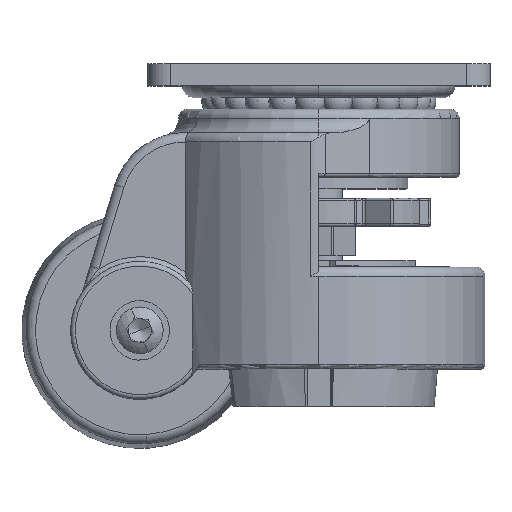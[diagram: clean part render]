
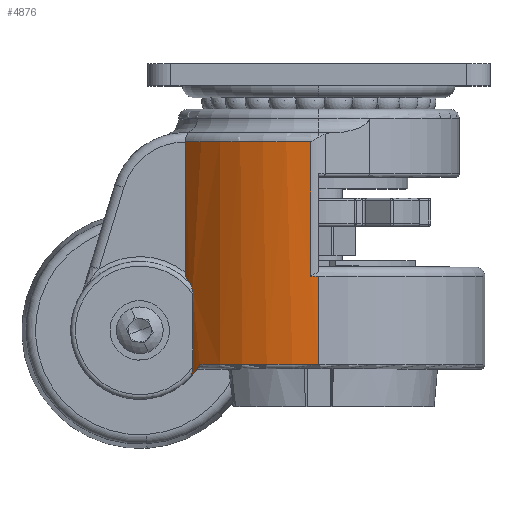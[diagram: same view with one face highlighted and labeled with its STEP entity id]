
A CAD part, top view. The second image highlights one B-rep face of the part: STEP entity #4876.
In plain terms, the highlighted cylindrical face has radius 35.5 mm (diameter 71 mm), a partial arc.
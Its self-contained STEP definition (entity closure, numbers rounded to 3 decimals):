
#6 = CARTESIAN_POINT ( 'NONE',  ( -28.436, 26.361, 21.252 ) ) ;
#220 = CARTESIAN_POINT ( 'NONE',  ( -27.116, 5.702, 22.913 ) ) ;
#526 = AXIS2_PLACEMENT_3D ( 'NONE', #10135, #8684, #24045 ) ;
#572 = DIRECTION ( 'NONE',  ( 0., 0., -1. ) ) ;
#580 = ORIENTED_EDGE ( 'NONE', *, *, #3304, .T. ) ;
#588 = ORIENTED_EDGE ( 'NONE', *, *, #15402, .T. ) ;
#663 = CIRCLE ( 'NONE', #16858, 35.5 ) ;
#824 = CIRCLE ( 'NONE', #15809, 35.5 ) ;
#847 = CARTESIAN_POINT ( 'NONE',  ( -27.537, 24.836, 22.405 ) ) ;
#1583 = VECTOR ( 'NONE', #22323, 1000. ) ;
#1749 = ORIENTED_EDGE ( 'NONE', *, *, #23526, .T. ) ;
#1992 = ORIENTED_EDGE ( 'NONE', *, *, #10184, .T. ) ;
#2145 = CARTESIAN_POINT ( 'NONE',  ( -26.98, 6.414, 23.072 ) ) ;
#2199 = CARTESIAN_POINT ( 'NONE',  ( -27.989, 25.385, 21.838 ) ) ;
#2935 = CARTESIAN_POINT ( 'NONE',  ( -28.549, 57., 21.1 ) ) ;
#3058 = LINE ( 'NONE', #8896, #7779 ) ;
#3298 = DIRECTION ( 'NONE',  ( 0., -1., 0. ) ) ;
#3304 = EDGE_CURVE ( 'NONE', #19649, #16301, #19691, .T. ) ;
#3380 = DIRECTION ( 'NONE',  ( 0., 1., 0. ) ) ;
#3619 = VECTOR ( 'NONE', #3380, 1000. ) ;
#3815 = CARTESIAN_POINT ( 'NONE',  ( 0., 26.3, 0. ) ) ;
#3884 = VERTEX_POINT ( 'NONE', #23507 ) ;
#4437 = VECTOR ( 'NONE', #7217, 1000. ) ;
#4561 = CARTESIAN_POINT ( 'NONE',  ( -27.891, 25.251, 21.963 ) ) ;
#4876 = ADVANCED_FACE ( 'NONE', ( #7978 ), #22256, .T. ) ;
#4921 = CARTESIAN_POINT ( 'NONE',  ( -28.549, 27.158, 21.1 ) ) ;
#5009 = LINE ( 'NONE', #2935, #4437 ) ;
#5307 = VERTEX_POINT ( 'NONE', #14560 ) ;
#5347 = CARTESIAN_POINT ( 'NONE',  ( 0., 7.5, 35.5 ) ) ;
#6105 = CARTESIAN_POINT ( 'NONE',  ( -28.164, 25.676, 21.611 ) ) ;
#6283 = EDGE_CURVE ( 'NONE', #10467, #19649, #3058, .T. ) ;
#6315 = CARTESIAN_POINT ( 'NONE',  ( -27.34, 5.048, 22.645 ) ) ;
#6446 = CARTESIAN_POINT ( 'NONE',  ( -27.655, 4.503, 22.259 ) ) ;
#7217 = DIRECTION ( 'NONE',  ( 0., -1., 0. ) ) ;
#7779 = VECTOR ( 'NONE', #10735, 1000. ) ;
#7978 = FACE_OUTER_BOUND ( 'NONE', #13449, .T. ) ;
#8235 = DIRECTION ( 'NONE',  ( 0., -1., 0. ) ) ;
#8684 = DIRECTION ( 'NONE',  ( 0., 1., 0. ) ) ;
#8723 = B_SPLINE_CURVE_WITH_KNOTS ( 'NONE', 3,
 ( #11833, #19725, #17796, #6, #23785, #13889, #6105, #2199, #4561, #24562 ),
 .UNSPECIFIED., .F., .F.,
 ( 4, 2, 2, 2, 4 ),
 ( 0., 0.001, 0.001, 0.002, 0.002 ),
 .UNSPECIFIED. ) ;
#8775 = CARTESIAN_POINT ( 'NONE',  ( -27.782, 4.358, 22.1 ) ) ;
#8896 = CARTESIAN_POINT ( 'NONE',  ( -26.956, 57., 23.1 ) ) ;
#9026 = CARTESIAN_POINT ( 'NONE',  ( -26.948, 5.25, 23.118 ) ) ;
#9044 = VERTEX_POINT ( 'NONE', #12918 ) ;
#9643 = EDGE_CURVE ( 'NONE', #25198, #3884, #8723, .T. ) ;
#10091 = CARTESIAN_POINT ( 'NONE',  ( -26.956, 6.907, 23.1 ) ) ;
#10135 = CARTESIAN_POINT ( 'NONE',  ( 0., 7.5, 0. ) ) ;
#10184 = EDGE_CURVE ( 'NONE', #9044, #23619, #824, .T. ) ;
#10467 = VERTEX_POINT ( 'NONE', #24860 ) ;
#10729 = CARTESIAN_POINT ( 'NONE',  ( -27.338, 24.449, 22.647 ) ) ;
#10735 = DIRECTION ( 'NONE',  ( 0., -1., 0. ) ) ;
#11169 = ORIENTED_EDGE ( 'NONE', *, *, #16121, .F. ) ;
#11471 = CARTESIAN_POINT ( 'NONE',  ( -27.255, 24.24, 22.747 ) ) ;
#11626 = CARTESIAN_POINT ( 'NONE',  ( -1.764, 26.3, 35.456 ) ) ;
#11754 = CARTESIAN_POINT ( 'NONE',  ( 0., 55., 0. ) ) ;
#11833 = CARTESIAN_POINT ( 'NONE',  ( -28.549, 27.158, 21.1 ) ) ;
#12428 = CARTESIAN_POINT ( 'NONE',  ( -26.956, 6.658, 23.1 ) ) ;
#12824 = CARTESIAN_POINT ( 'NONE',  ( -27.362, 4.782, 22.628 ) ) ;
#12918 = CARTESIAN_POINT ( 'NONE',  ( 0., 26.3, 35.5 ) ) ;
#13405 = CARTESIAN_POINT ( 'NONE',  ( -27.116, 23.797, 22.913 ) ) ;
#13449 = EDGE_LOOP ( 'NONE', ( #11169, #1992, #22191, #1749, #13933, #19429, #588, #13492, #580, #17589, #20498 ) ) ;
#13492 = ORIENTED_EDGE ( 'NONE', *, *, #6283, .T. ) ;
#13786 = CIRCLE ( 'NONE', #526, 35.5 ) ;
#13811 = DIRECTION ( 'NONE',  ( 0., -1., 0. ) ) ;
#13889 = CARTESIAN_POINT ( 'NONE',  ( -28.243, 25.837, 21.508 ) ) ;
#13933 = ORIENTED_EDGE ( 'NONE', *, *, #17819, .T. ) ;
#14188 = VERTEX_POINT ( 'NONE', #5347 ) ;
#14222 = CARTESIAN_POINT ( 'NONE',  ( -27.541, 4.67, 22.4 ) ) ;
#14355 = CARTESIAN_POINT ( 'NONE',  ( -27.782, 4.358, 22.1 ) ) ;
#14560 = CARTESIAN_POINT ( 'NONE',  ( -28.549, 55., 21.1 ) ) ;
#14656 = CARTESIAN_POINT ( 'NONE',  ( -26.956, 6.907, 23.1 ) ) ;
#14882 = CARTESIAN_POINT ( 'NONE',  ( -25.759, 6.873, 24.434 ) ) ;
#15377 = B_SPLINE_CURVE_WITH_KNOTS ( 'NONE', 3,
 ( #21325, #16827, #847, #10729, #11471, #13405, #15483, #20463, #22662, #18642 ),
 .UNSPECIFIED., .F., .F.,
 ( 4, 2, 2, 2, 4 ),
 ( 0., 0.001, 0.001, 0.002, 0.003 ),
 .UNSPECIFIED. ) ;
#15402 = EDGE_CURVE ( 'NONE', #3884, #10467, #15377, .T. ) ;
#15483 = CARTESIAN_POINT ( 'NONE',  ( -27.059, 23.562, 22.979 ) ) ;
#15509 = DIRECTION ( 'NONE',  ( 0., 0., 1. ) ) ;
#15809 = AXIS2_PLACEMENT_3D ( 'NONE', #3815, #3298, #23423 ) ;
#16121 = EDGE_CURVE ( 'NONE', #9044, #14188, #22582, .T. ) ;
#16301 = VERTEX_POINT ( 'NONE', #17874 ) ;
#16320 = CARTESIAN_POINT ( 'NONE',  ( -27.06, 5.936, 22.979 ) ) ;
#16827 = CARTESIAN_POINT ( 'NONE',  ( -27.65, 25.008, 22.266 ) ) ;
#16858 = AXIS2_PLACEMENT_3D ( 'NONE', #11754, #13811, #15509 ) ;
#17589 = ORIENTED_EDGE ( 'NONE', *, *, #17772, .F. ) ;
#17772 = EDGE_CURVE ( 'NONE', #21894, #16301, #21230, .T. ) ;
#17796 = CARTESIAN_POINT ( 'NONE',  ( -28.521, 26.747, 21.138 ) ) ;
#17819 = EDGE_CURVE ( 'NONE', #5307, #25198, #5009, .T. ) ;
#17874 = CARTESIAN_POINT ( 'NONE',  ( -27.782, 4.358, 22.1 ) ) ;
#18010 = CARTESIAN_POINT ( 'NONE',  ( -27.716, 4.425, 22.183 ) ) ;
#18367 = CARTESIAN_POINT ( 'NONE',  ( 0., 57., 0. ) ) ;
#18642 = CARTESIAN_POINT ( 'NONE',  ( -26.956, 22.593, 23.1 ) ) ;
#19429 = ORIENTED_EDGE ( 'NONE', *, *, #9643, .T. ) ;
#19649 = VERTEX_POINT ( 'NONE', #14656 ) ;
#19691 = B_SPLINE_CURVE_WITH_KNOTS ( 'NONE', 3,
 ( #10091, #12428, #2145, #16320, #220, #24378, #6315, #24251, #14222, #6446, #18010, #14355 ),
 .UNSPECIFIED., .F., .F.,
 ( 4, 2, 2, 2, 2, 4 ),
 ( 0., 0.001, 0.001, 0.002, 0.003, 0.003 ),
 .UNSPECIFIED. ) ;
#19725 = CARTESIAN_POINT ( 'NONE',  ( -28.549, 26.95, 21.1 ) ) ;
#20463 = CARTESIAN_POINT ( 'NONE',  ( -26.981, 23.086, 23.072 ) ) ;
#20498 = ORIENTED_EDGE ( 'NONE', *, *, #20659, .T. ) ;
#20659 = EDGE_CURVE ( 'NONE', #21894, #14188, #13786, .T. ) ;
#21157 = LINE ( 'NONE', #24968, #3619 ) ;
#21230 = B_SPLINE_CURVE_WITH_KNOTS ( 'NONE', 3,
 ( #24908, #14882, #22677, #9026, #12824, #8775 ),
 .UNSPECIFIED., .F., .F.,
 ( 4, 2, 4 ),
 ( -0.001, 0.001, 0.003 ),
 .UNSPECIFIED. ) ;
#21325 = CARTESIAN_POINT ( 'NONE',  ( -27.782, 25.142, 22.1 ) ) ;
#21894 = VERTEX_POINT ( 'NONE', #25576 ) ;
#22191 = ORIENTED_EDGE ( 'NONE', *, *, #24262, .T. ) ;
#22195 = CARTESIAN_POINT ( 'NONE',  ( 0., 57., 35.5 ) ) ;
#22256 = CYLINDRICAL_SURFACE ( 'NONE', #22530, 35.5 ) ;
#22323 = DIRECTION ( 'NONE',  ( 0., -1., 0. ) ) ;
#22530 = AXIS2_PLACEMENT_3D ( 'NONE', #18367, #8235, #572 ) ;
#22582 = LINE ( 'NONE', #22195, #1583 ) ;
#22662 = CARTESIAN_POINT ( 'NONE',  ( -26.956, 22.843, 23.1 ) ) ;
#22677 = CARTESIAN_POINT ( 'NONE',  ( -26.146, 6.294, 24.02 ) ) ;
#23423 = DIRECTION ( 'NONE',  ( -1., 0., 0. ) ) ;
#23507 = CARTESIAN_POINT ( 'NONE',  ( -27.782, 25.142, 22.1 ) ) ;
#23526 = EDGE_CURVE ( 'NONE', #23612, #5307, #663, .T. ) ;
#23612 = VERTEX_POINT ( 'NONE', #25269 ) ;
#23619 = VERTEX_POINT ( 'NONE', #11626 ) ;
#23785 = CARTESIAN_POINT ( 'NONE',  ( -28.379, 26.181, 21.328 ) ) ;
#24045 = DIRECTION ( 'NONE',  ( 1., 0., 0. ) ) ;
#24251 = CARTESIAN_POINT ( 'NONE',  ( -27.488, 4.761, 22.465 ) ) ;
#24262 = EDGE_CURVE ( 'NONE', #23619, #23612, #21157, .T. ) ;
#24378 = CARTESIAN_POINT ( 'NONE',  ( -27.255, 5.26, 22.747 ) ) ;
#24562 = CARTESIAN_POINT ( 'NONE',  ( -27.782, 25.142, 22.1 ) ) ;
#24860 = CARTESIAN_POINT ( 'NONE',  ( -26.956, 22.593, 23.1 ) ) ;
#24908 = CARTESIAN_POINT ( 'NONE',  ( -25.405, 7.5, 24.796 ) ) ;
#24968 = CARTESIAN_POINT ( 'NONE',  ( -1.764, 57., 35.456 ) ) ;
#25198 = VERTEX_POINT ( 'NONE', #4921 ) ;
#25269 = CARTESIAN_POINT ( 'NONE',  ( -1.764, 55., 35.456 ) ) ;
#25576 = CARTESIAN_POINT ( 'NONE',  ( -25.405, 7.5, 24.796 ) ) ;
